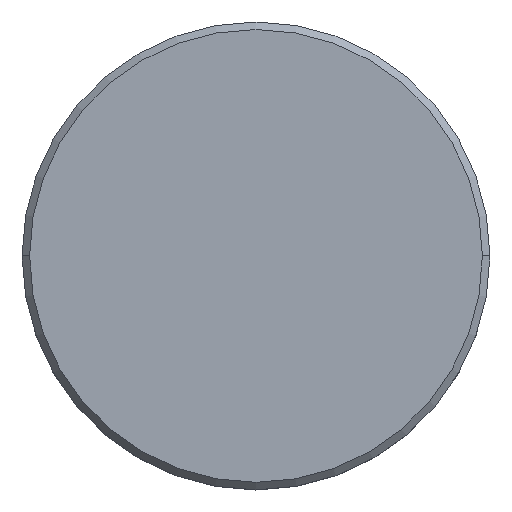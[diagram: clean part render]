
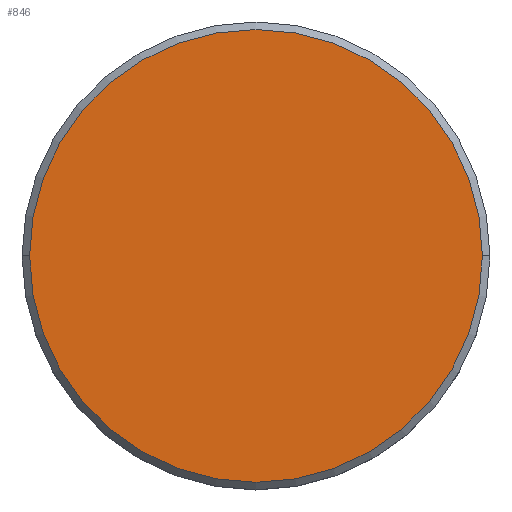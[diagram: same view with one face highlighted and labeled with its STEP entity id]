
A CAD part, top view. The second image highlights one B-rep face of the part: STEP entity #846.
In plain terms, the highlighted planar face has unit normal (0, 0, 1).
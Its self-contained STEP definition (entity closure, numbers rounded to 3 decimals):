
#40 = CIRCLE ( 'NONE', #158, 15. ) ;
#41 = DIRECTION ( 'NONE',  ( 0., 0., 1. ) ) ;
#52 = CARTESIAN_POINT ( 'NONE',  ( 0., 0., 0. ) ) ;
#124 = DIRECTION ( 'NONE',  ( 0., 0., 1. ) ) ;
#158 = AXIS2_PLACEMENT_3D ( 'NONE', #224, #41, #1062 ) ;
#162 = ORIENTED_EDGE ( 'NONE', *, *, #687, .T. ) ;
#217 = ORIENTED_EDGE ( 'NONE', *, *, #574, .T. ) ;
#224 = CARTESIAN_POINT ( 'NONE',  ( 0., 0., 0. ) ) ;
#324 = DIRECTION ( 'NONE',  ( 0., 0., 1. ) ) ;
#334 = CARTESIAN_POINT ( 'NONE',  ( 15., 0., 0. ) ) ;
#553 = AXIS2_PLACEMENT_3D ( 'NONE', #52, #324, #770 ) ;
#554 = VERTEX_POINT ( 'NONE', #579 ) ;
#559 = CARTESIAN_POINT ( 'NONE',  ( 0., 0., 0. ) ) ;
#574 = EDGE_CURVE ( 'NONE', #1091, #554, #923, .T. ) ;
#579 = CARTESIAN_POINT ( 'NONE',  ( -15., 0., 0. ) ) ;
#597 = PLANE ( 'NONE',  #553 ) ;
#687 = EDGE_CURVE ( 'NONE', #554, #1091, #40, .T. ) ;
#770 = DIRECTION ( 'NONE',  ( 1., 0., 0. ) ) ;
#839 = DIRECTION ( 'NONE',  ( 1., 0., 0. ) ) ;
#846 = ADVANCED_FACE ( 'NONE', ( #866 ), #597, .T. ) ;
#866 = FACE_OUTER_BOUND ( 'NONE', #1167, .T. ) ;
#923 = CIRCLE ( 'NONE', #1123, 15. ) ;
#1062 = DIRECTION ( 'NONE',  ( 1., 0., 0. ) ) ;
#1091 = VERTEX_POINT ( 'NONE', #334 ) ;
#1123 = AXIS2_PLACEMENT_3D ( 'NONE', #559, #124, #839 ) ;
#1167 = EDGE_LOOP ( 'NONE', ( #162, #217 ) ) ;
